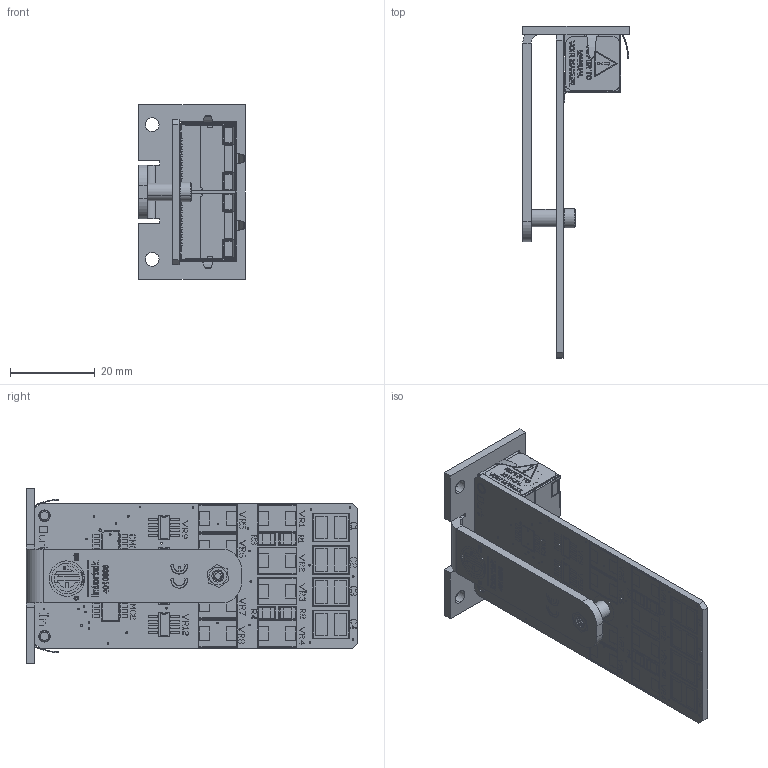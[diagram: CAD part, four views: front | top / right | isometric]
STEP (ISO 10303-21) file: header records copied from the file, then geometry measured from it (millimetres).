
FILE_DESCRIPTION (( 'STEP AP214' ), '1' );
FILE_NAME ('1000-1117-E.STEP', '2019-01-16T22:55:21', ( '' ), ( '' ), 'SwSTEP 2.0', 'SolidWorks 2018', '' );
FILE_SCHEMA (( 'AUTOMOTIVE_DESIGN' ));
Length unit declared in the file: inch
Products named in the file (18): 1600-414; 2003-4064; PEM SO-440-10 ZI--S; 1000-1117-E; 2004-221^2004-221; 2200-645; 2500-588; 2102-311; 2004-221; 2250-1076; PEM SO-440-10 ZI--S_PEM SO-440-10 ZI--S
Assembly tree (10 placements, depth 3):
  2003-4064
  1600-414
  PEM SO-440-10 ZI--S
  1000-1117-E
    2102-311
  2004-221^2004-221
Bounding box: 25.17 x 78.26 x 41.27 mm (x, y, z)
Volume: 10699.1 mm3; surface area: 14187.2 mm2
Topology: 39 solids, 39 shells, 5392 faces, 14535 edges, 9605 vertices
Faces by surface type: plane 4467, bspline 431, cylinder 423, cone 71
Entity records: 227648 total; most frequent: CARTESIAN_POINT 47338, ORIENTED_EDGE 29068, DIRECTION 24307, EDGE_CURVE 14534, LINE 12737, VECTOR 12737, VERTEX_POINT 9603, EDGE_LOOP 5995
